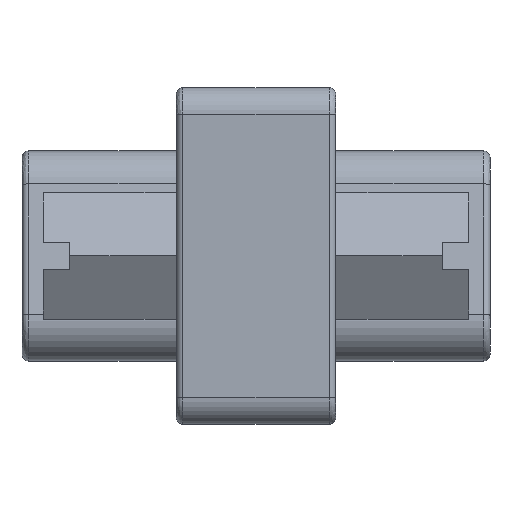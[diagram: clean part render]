
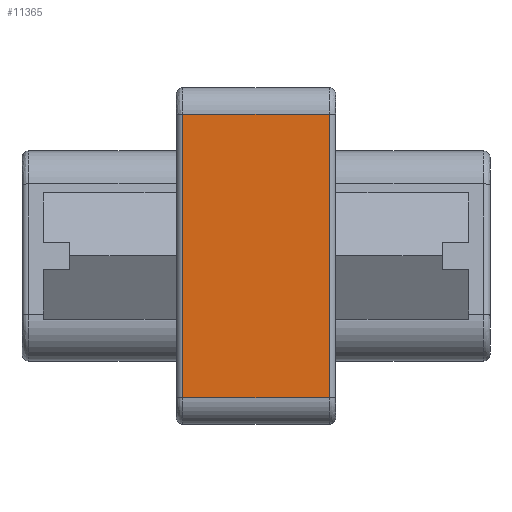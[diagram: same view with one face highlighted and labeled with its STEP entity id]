
A CAD part, left-side view. The second image highlights one B-rep face of the part: STEP entity #11365.
In plain terms, the highlighted planar face has unit normal (-1, 0, 0).
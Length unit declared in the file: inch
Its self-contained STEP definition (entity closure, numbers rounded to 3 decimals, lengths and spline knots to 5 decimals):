
#115 = VERTEX_POINT ( 'NONE', #16253 ) ;
#157 = LINE ( 'NONE', #10258, #12182 ) ;
#230 = ORIENTED_EDGE ( 'NONE', *, *, #21718, .F. ) ;
#540 = VERTEX_POINT ( 'NONE', #2685 ) ;
#602 = CARTESIAN_POINT ( 'NONE',  ( -0.6124, 0.22638, 0.20965 ) ) ;
#727 = CARTESIAN_POINT ( 'NONE',  ( -0.6124, 0.23622, -0.20965 ) ) ;
#734 = CARTESIAN_POINT ( 'NONE',  ( -0.6124, 0.00984, 0.20965 ) ) ;
#1523 = EDGE_CURVE ( 'NONE', #115, #540, #9517, .T. ) ;
#2527 = CARTESIAN_POINT ( 'NONE',  ( -0.6124, 0.00984, 0.24902 ) ) ;
#2541 = VERTEX_POINT ( 'NONE', #734 ) ;
#2685 = CARTESIAN_POINT ( 'NONE',  ( -0.6124, 0.22638, -0.20965 ) ) ;
#3855 = EDGE_CURVE ( 'NONE', #5643, #2541, #157, .T. ) ;
#5511 = PLANE ( 'NONE',  #14246 ) ;
#5643 = VERTEX_POINT ( 'NONE', #602 ) ;
#5862 = ORIENTED_EDGE ( 'NONE', *, *, #1523, .F. ) ;
#7572 = DIRECTION ( 'NONE',  ( 0., 0., -1. ) ) ;
#7645 = EDGE_CURVE ( 'NONE', #2541, #115, #9218, .T. ) ;
#8183 = LINE ( 'NONE', #13349, #11861 ) ;
#8639 = ORIENTED_EDGE ( 'NONE', *, *, #3855, .F. ) ;
#9218 = LINE ( 'NONE', #2527, #16658 ) ;
#9517 = LINE ( 'NONE', #727, #20743 ) ;
#10258 = CARTESIAN_POINT ( 'NONE',  ( -0.6124, 0.23622, 0.20965 ) ) ;
#10711 = DIRECTION ( 'NONE',  ( 0., 1., 0. ) ) ;
#11365 = ADVANCED_FACE ( 'NONE', ( #16815 ), #5511, .F. ) ;
#11861 = VECTOR ( 'NONE', #18625, 39.37008 ) ;
#12182 = VECTOR ( 'NONE', #16962, 39.37008 ) ;
#13349 = CARTESIAN_POINT ( 'NONE',  ( -0.6124, 0.22638, 0. ) ) ;
#13516 = DIRECTION ( 'NONE',  ( 1., 0., 0. ) ) ;
#13663 = EDGE_LOOP ( 'NONE', ( #15598, #8639, #230, #5862 ) ) ;
#13843 = DIRECTION ( 'NONE',  ( 0., 0., -1. ) ) ;
#14246 = AXIS2_PLACEMENT_3D ( 'NONE', #20671, #13516, #13843 ) ;
#15598 = ORIENTED_EDGE ( 'NONE', *, *, #7645, .F. ) ;
#16253 = CARTESIAN_POINT ( 'NONE',  ( -0.6124, 0.00984, -0.20965 ) ) ;
#16658 = VECTOR ( 'NONE', #7572, 39.37008 ) ;
#16815 = FACE_OUTER_BOUND ( 'NONE', #13663, .T. ) ;
#16962 = DIRECTION ( 'NONE',  ( 0., -1., 0. ) ) ;
#18625 = DIRECTION ( 'NONE',  ( 0., 0., 1. ) ) ;
#20671 = CARTESIAN_POINT ( 'NONE',  ( -0.6124, 0.23622, 0.24902 ) ) ;
#20743 = VECTOR ( 'NONE', #10711, 39.37008 ) ;
#21718 = EDGE_CURVE ( 'NONE', #540, #5643, #8183, .T. ) ;
